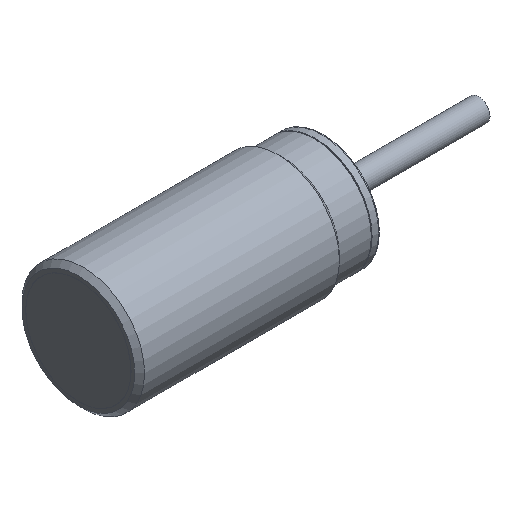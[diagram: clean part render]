
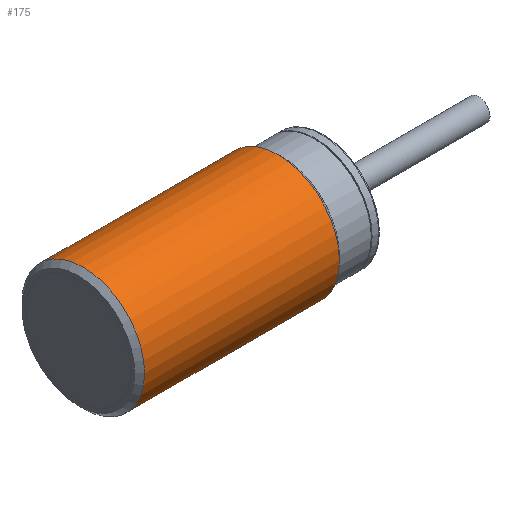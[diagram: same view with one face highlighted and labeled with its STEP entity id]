
A CAD part, isometric view. The second image highlights one B-rep face of the part: STEP entity #175.
In plain terms, the highlighted cylindrical face has radius 15 mm (diameter 30 mm), a full revolution.
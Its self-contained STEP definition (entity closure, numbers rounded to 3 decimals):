
#175 = ADVANCED_FACE( '', ( #219, #220 ), #221, .T. );
#219 = FACE_OUTER_BOUND( '', #273, .T. );
#220 = FACE_OUTER_BOUND( '', #274, .T. );
#221 = CYLINDRICAL_SURFACE( '', #275, 15. );
#273 = EDGE_LOOP( '', ( #352 ) );
#274 = EDGE_LOOP( '', ( #353 ) );
#275 = AXIS2_PLACEMENT_3D( '', #354, #355, #356 );
#352 = ORIENTED_EDGE( '', *, *, #402, .T. );
#353 = ORIENTED_EDGE( '', *, *, #403, .T. );
#354 = CARTESIAN_POINT( '', ( -1.576, 0., 0. ) );
#355 = DIRECTION( '', ( 1., 0., 0. ) );
#356 = DIRECTION( '', ( 0., 0., 1. ) );
#402 = EDGE_CURVE( '', #449, #449, #450, .T. );
#403 = EDGE_CURVE( '', #451, #451, #452, .T. );
#449 = VERTEX_POINT( '', #501 );
#450 = CIRCLE( '', #502, 15. );
#451 = VERTEX_POINT( '', #503 );
#452 = CIRCLE( '', #504, 15. );
#501 = CARTESIAN_POINT( '', ( 48.9, 0., 15. ) );
#502 = AXIS2_PLACEMENT_3D( '', #574, #575, #576 );
#503 = CARTESIAN_POINT( '', ( 1.2, 0., -15. ) );
#504 = AXIS2_PLACEMENT_3D( '', #577, #578, #579 );
#574 = CARTESIAN_POINT( '', ( 48.9, 0., 0. ) );
#575 = DIRECTION( '', ( -1., 0., 0. ) );
#576 = DIRECTION( '', ( 0., 0., 1. ) );
#577 = CARTESIAN_POINT( '', ( 1.2, 0., 0. ) );
#578 = DIRECTION( '', ( 1., 0., 0. ) );
#579 = DIRECTION( '', ( 0., 0., -1. ) );
